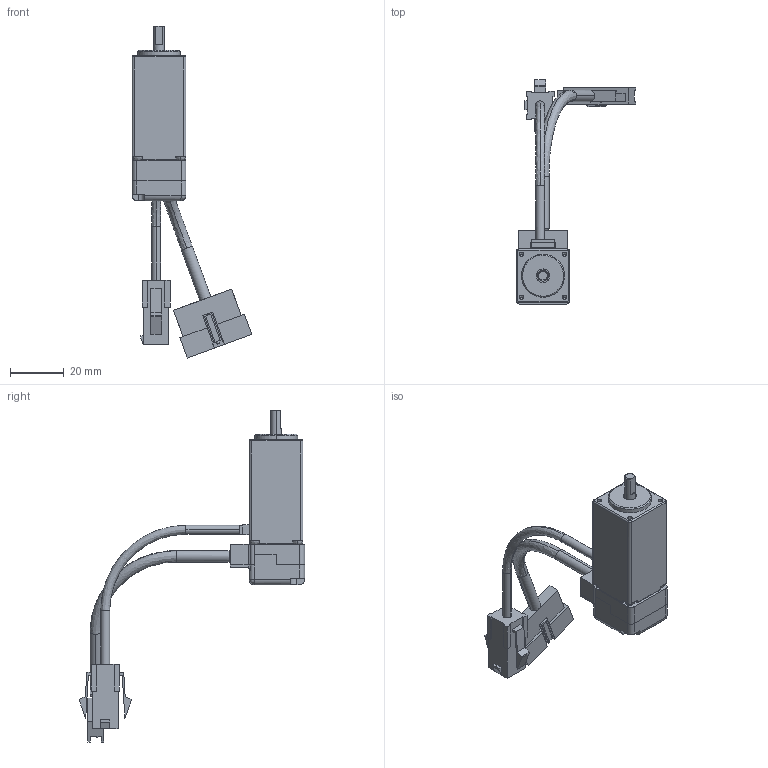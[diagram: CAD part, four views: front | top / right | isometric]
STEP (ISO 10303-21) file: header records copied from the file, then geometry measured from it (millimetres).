
FILE_DESCRIPTION (( 'STEP AP203' ), '1' );
FILE_NAME ('EzM-20L-16-assembly_131203.STEP', '2013-12-03T02:06:31', ( '' ), ( '' ), 'SwSTEP 2.0', 'SolidWorks 2012', '' );
FILE_SCHEMA (( 'CONFIG_CONTROL_DESIGN' ));
Length unit declared in the file: millimetre
Products named in the file (6): EzM-20L-16-assembly_131203; 130115 20mm ENCODER COVER_ル遽; 130115 20mm ENCODER BASE_ル遽; MainEncoder Cable 20-1; MainPower Cable 20-1; MainEzM-20L-1
Assembly tree (5 placements, depth 2):
  EzM-20L-16-assembly_131203
    MainEzM-20L-1
    MainPower Cable 20-1
    MainEncoder Cable 20-1
    130115 20mm ENCODER BASE_ル遽
    130115 20mm ENCODER COVER_ル遽
Bounding box: 44.51 x 83.71 x 123.42 mm (x, y, z)
Volume: 23681.6 mm3; surface area: 15508 mm2
Topology: 5 solids, 5 shells, 560 faces, 1458 edges, 932 vertices
Faces by surface type: plane 311, cylinder 167, cone 44, bspline 36, torus 2
Entity records: 18954 total; most frequent: CARTESIAN_POINT 4735, ORIENTED_EDGE 2880, DIRECTION 2761, EDGE_CURVE 1440, VERTEX_POINT 932, AXIS2_PLACEMENT_3D 923, VECTOR 915, LINE 915
